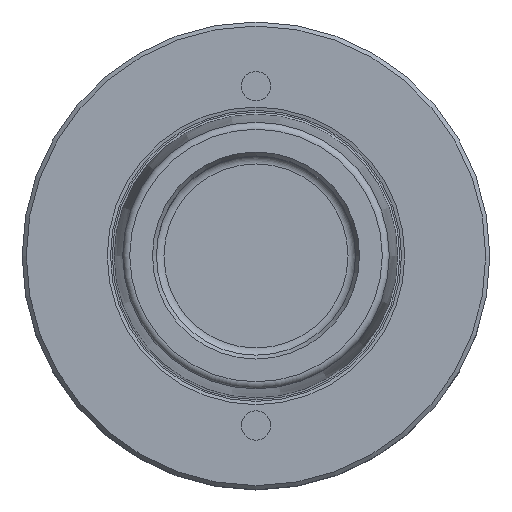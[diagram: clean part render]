
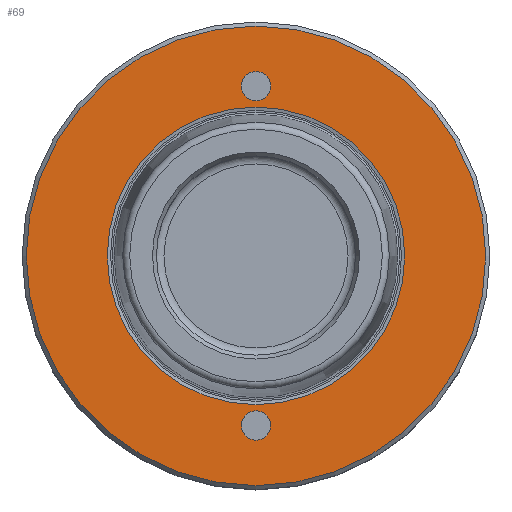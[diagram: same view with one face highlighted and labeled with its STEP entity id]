
A CAD part, top view. The second image highlights one B-rep face of the part: STEP entity #69.
In plain terms, the highlighted planar face has unit normal (0, 0, 1).
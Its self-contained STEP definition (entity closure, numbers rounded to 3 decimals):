
#69=ADVANCED_FACE('',(#122,#123,#124,#125),#112,.T.);
#112=PLANE('',#521);
#122=FACE_BOUND('',#202,.T.);
#123=FACE_BOUND('',#203,.T.);
#124=FACE_BOUND('',#204,.T.);
#125=FACE_BOUND('',#205,.T.);
#202=EDGE_LOOP('',(#286));
#203=EDGE_LOOP('',(#287));
#204=EDGE_LOOP('',(#288));
#205=EDGE_LOOP('',(#289));
#286=ORIENTED_EDGE('',*,*,#412,.F.);
#287=ORIENTED_EDGE('',*,*,#413,.F.);
#288=ORIENTED_EDGE('',*,*,#414,.F.);
#289=ORIENTED_EDGE('',*,*,#415,.T.);
#370=VERTEX_POINT('',#782);
#371=VERTEX_POINT('',#784);
#372=VERTEX_POINT('',#786);
#373=VERTEX_POINT('',#788);
#412=EDGE_CURVE('',#370,#370,#454,.T.);
#413=EDGE_CURVE('',#371,#371,#455,.T.);
#414=EDGE_CURVE('',#372,#372,#456,.T.);
#415=EDGE_CURVE('',#373,#373,#457,.T.);
#454=CIRCLE('',#517,2.5);
#455=CIRCLE('',#518,2.5);
#456=CIRCLE('',#519,39.27);
#457=CIRCLE('',#520,25.43);
#517=AXIS2_PLACEMENT_3D('',#781,#609,#610);
#518=AXIS2_PLACEMENT_3D('',#783,#611,#612);
#519=AXIS2_PLACEMENT_3D('',#785,#613,#614);
#520=AXIS2_PLACEMENT_3D('',#787,#615,#616);
#521=AXIS2_PLACEMENT_3D('',#789,#617,#618);
#609=DIRECTION('',(0.,0.,1.));
#610=DIRECTION('',(1.,0.,0.));
#611=DIRECTION('',(0.,0.,1.));
#612=DIRECTION('',(1.,0.,0.));
#613=DIRECTION('',(0.,0.,-1.));
#614=DIRECTION('',(-1.,0.,0.));
#615=DIRECTION('',(0.,0.,-1.));
#616=DIRECTION('',(-1.,0.,0.));
#617=DIRECTION('',(0.,0.,1.));
#618=DIRECTION('',(1.,0.,0.));
#781=CARTESIAN_POINT('',(0.,-29.,0.));
#782=CARTESIAN_POINT('',(2.5,-29.,0.));
#783=CARTESIAN_POINT('',(0.,29.,0.));
#784=CARTESIAN_POINT('',(2.5,29.,0.));
#785=CARTESIAN_POINT('',(0.,0.,0.));
#786=CARTESIAN_POINT('',(-39.27,0.,0.));
#787=CARTESIAN_POINT('',(0.,0.,0.));
#788=CARTESIAN_POINT('',(-25.43,0.,0.));
#789=CARTESIAN_POINT('',(0.,14.5,0.));
